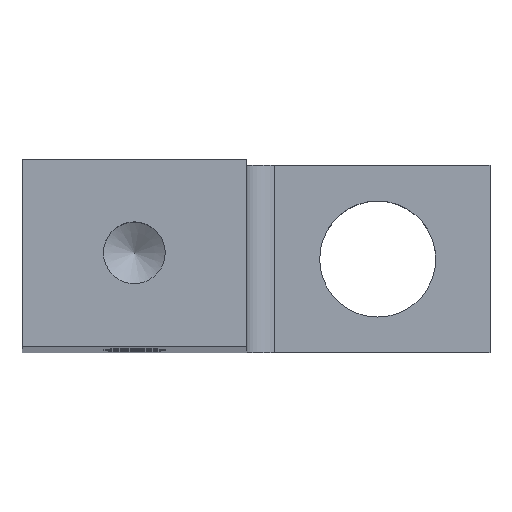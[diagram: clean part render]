
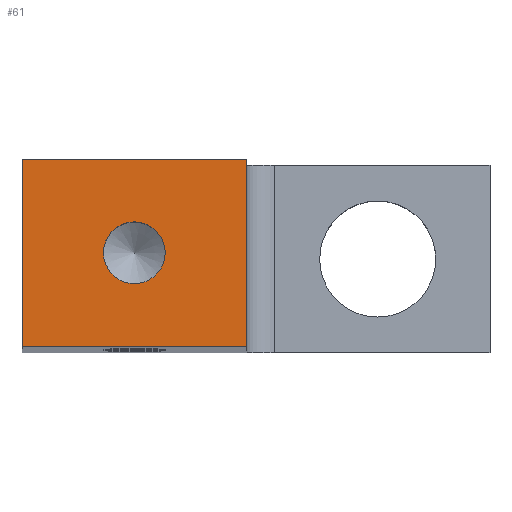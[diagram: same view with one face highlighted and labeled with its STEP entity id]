
A CAD part, top view. The second image highlights one B-rep face of the part: STEP entity #61.
In plain terms, the highlighted planar face has unit normal (0, 0, 1).
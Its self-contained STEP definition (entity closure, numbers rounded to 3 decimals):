
#61=ADVANCED_FACE('',(#128,#129),#82,.F.);
#82=PLANE('',#407);
#90=LINE('',#559,#109);
#91=LINE('',#562,#110);
#92=LINE('',#564,#111);
#93=LINE('',#566,#112);
#109=VECTOR('',#453,1.);
#110=VECTOR('',#454,1.);
#111=VECTOR('',#455,1.);
#112=VECTOR('',#456,1.);
#128=FACE_BOUND('',#175,.T.);
#129=FACE_BOUND('',#176,.T.);
#175=EDGE_LOOP('',(#224));
#176=EDGE_LOOP('',(#225,#226,#227,#228));
#224=ORIENTED_EDGE('',*,*,#342,.T.);
#225=ORIENTED_EDGE('',*,*,#343,.T.);
#226=ORIENTED_EDGE('',*,*,#344,.F.);
#227=ORIENTED_EDGE('',*,*,#345,.F.);
#228=ORIENTED_EDGE('',*,*,#346,.T.);
#306=VERTEX_POINT('',#558);
#307=VERTEX_POINT('',#560);
#308=VERTEX_POINT('',#561);
#309=VERTEX_POINT('',#563);
#310=VERTEX_POINT('',#565);
#342=EDGE_CURVE('',#306,#306,#383,.T.);
#343=EDGE_CURVE('',#307,#308,#90,.T.);
#344=EDGE_CURVE('',#309,#308,#91,.T.);
#345=EDGE_CURVE('',#310,#309,#92,.T.);
#346=EDGE_CURVE('',#310,#307,#93,.T.);
#383=CIRCLE('',#406,1.65);
#406=AXIS2_PLACEMENT_3D('',#557,#451,#452);
#407=AXIS2_PLACEMENT_3D('',#567,#457,#458);
#451=DIRECTION('',(0.,0.,-1.));
#452=DIRECTION('',(-1.,0.,0.));
#453=DIRECTION('',(1.,0.,0.));
#454=DIRECTION('',(0.,-1.,0.));
#455=DIRECTION('',(1.,0.,0.));
#456=DIRECTION('',(0.,-1.,0.));
#457=DIRECTION('',(0.,0.,-1.));
#458=DIRECTION('',(-1.,0.,0.));
#557=CARTESIAN_POINT('',(0.,0.,233.));
#558=CARTESIAN_POINT('',(-1.65,0.,233.));
#559=CARTESIAN_POINT('',(-6.,-5.,233.));
#560=CARTESIAN_POINT('',(-6.,-5.,233.));
#561=CARTESIAN_POINT('',(6.,-5.,233.));
#562=CARTESIAN_POINT('',(6.,5.,233.));
#563=CARTESIAN_POINT('',(6.,5.,233.));
#564=CARTESIAN_POINT('',(-6.,5.,233.));
#565=CARTESIAN_POINT('',(-6.,5.,233.));
#566=CARTESIAN_POINT('',(-6.,5.,233.));
#567=CARTESIAN_POINT('',(-6.,5.,233.));
